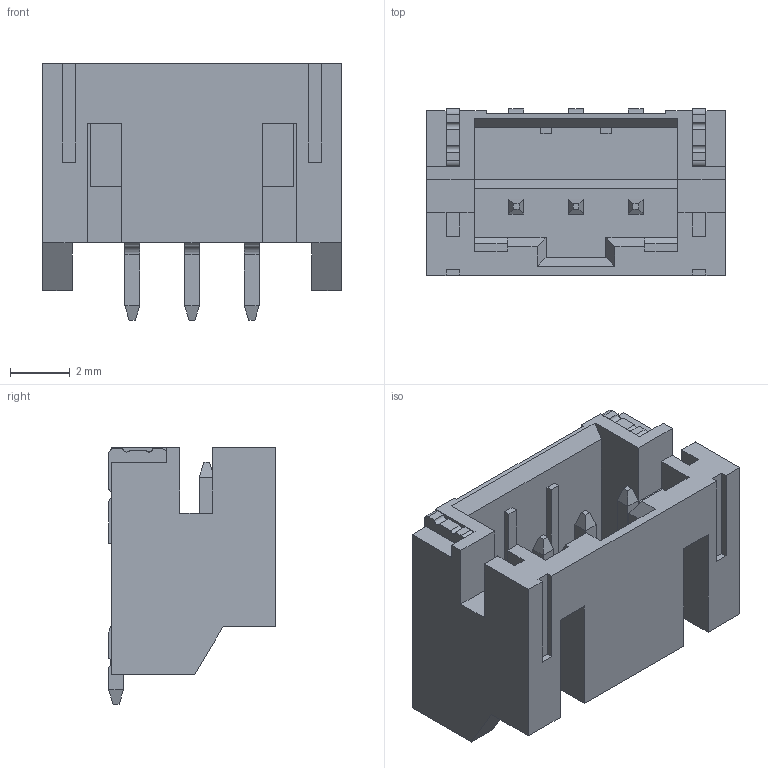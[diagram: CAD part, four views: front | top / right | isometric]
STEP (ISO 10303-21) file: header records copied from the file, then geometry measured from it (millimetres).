
FILE_DESCRIPTION(/* description */ ('Unknown'),/* implementation_level */ '2;1');
FILE_NAME(/* name */ '620103131822',/* time_stamp */ '2018-05-31T17:03:09+02:00',/* author */ ('Unknown'),/* organization */ ('Unknown'),/* preprocessor_version */ 'ST-DEVELOPER v16.7',/* originating_system */ 'DEX',/* authorisation */ $);
FILE_SCHEMA (('AUTOMOTIVE_DESIGN {1 0 10303 214 3 1 1}'));
Length unit declared in the file: millimetre
Products named in the file (4): 6201xx131822; 620103131822; 6201xx131822_PIN; 6201xx131822_Solder tab
Assembly tree (6 placements, depth 2):
  6201xx131822
    620103131822
    6201xx131822_PIN  x3
    6201xx131822_Solder tab  x2
Bounding box: 10 x 5.58 x 8.6 mm (x, y, z)
Volume: 196.9 mm3; surface area: 592.4 mm2
Topology: 6 solids, 6 shells, 240 faces, 666 edges, 432 vertices
Faces by surface type: plane 205, cylinder 35
Entity records: 5542 total; most frequent: CARTESIAN_POINT 975, ORIENTED_EDGE 968, DIRECTION 862, EDGE_CURVE 484, LINE 456, VECTOR 456, VERTEX_POINT 316, AXIS2_PLACEMENT_3D 203
